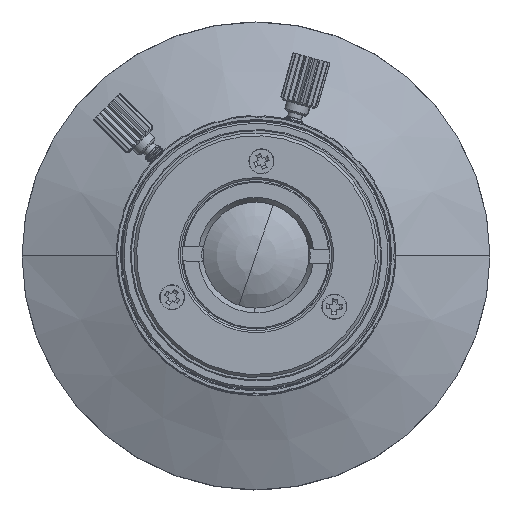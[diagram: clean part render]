
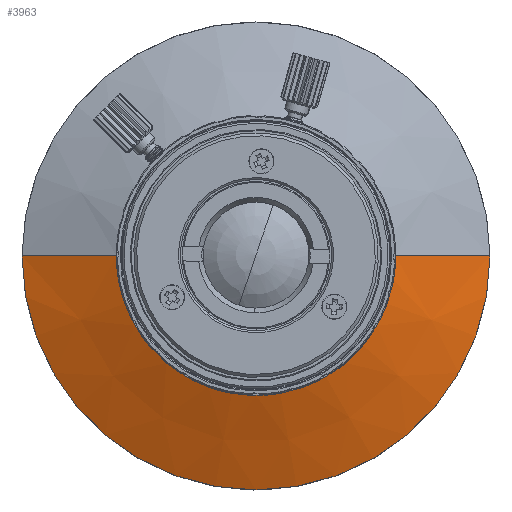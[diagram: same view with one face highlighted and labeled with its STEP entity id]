
A CAD part, top view. The second image highlights one B-rep face of the part: STEP entity #3963.
In plain terms, the highlighted conical face has half-angle 67.888 degrees and reference radius 19.4 mm.
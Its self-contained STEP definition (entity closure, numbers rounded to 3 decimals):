
#3005=DIRECTION('',(0.926,0.,-0.376));
#3006=VECTOR('',#3005,10.578);
#3007=CARTESIAN_POINT('',(14.5,0.,7.682));
#3008=LINE('',#3007,#3006);
#3009=DIRECTION('',(-0.926,0.,-0.376));
#3010=VECTOR('',#3009,10.578);
#3011=CARTESIAN_POINT('',(-14.5,0.,7.682));
#3012=LINE('',#3011,#3010);
#3013=CARTESIAN_POINT('',(0.,0.,7.682));
#3014=DIRECTION('',(0.,0.,-1.));
#3015=DIRECTION('',(1.,0.,0.));
#3016=AXIS2_PLACEMENT_3D('',#3013,#3014,#3015);
#3031=CARTESIAN_POINT('',(0.,0.,3.7));
#3032=DIRECTION('',(0.,0.,-1.));
#3033=DIRECTION('',(1.,0.,0.));
#3034=AXIS2_PLACEMENT_3D('',#3031,#3032,#3033);
#3438=CARTESIAN_POINT('',(14.5,0.,7.682));
#3439=CARTESIAN_POINT('',(24.3,0.,3.7));
#3440=VERTEX_POINT('',#3438);
#3441=VERTEX_POINT('',#3439);
#3480=CARTESIAN_POINT('',(-14.5,0.,7.682));
#3481=CARTESIAN_POINT('',(-24.3,0.,3.7));
#3482=VERTEX_POINT('',#3480);
#3483=VERTEX_POINT('',#3481);
#3951=CARTESIAN_POINT('',(0.,0.,5.691));
#3952=DIRECTION('',(0.,0.,-1.));
#3953=DIRECTION('',(1.,0.,0.));
#3954=AXIS2_PLACEMENT_3D('',#3951,#3952,#3953);
#3955=CONICAL_SURFACE('',#3954,19.4,67.888);
#3956=ORIENTED_EDGE('',*,*,#3941,.T.);
#3958=ORIENTED_EDGE('',*,*,#3957,.T.);
#3959=ORIENTED_EDGE('',*,*,#3944,.F.);
#3960=ORIENTED_EDGE('',*,*,#3927,.F.);
#3961=EDGE_LOOP('',(#3956,#3958,#3959,#3960));
#3962=FACE_OUTER_BOUND('',#3961,.F.);
#3963=ADVANCED_FACE('',(#3962),#3955,.T.);
#3017=CIRCLE('',#3016,14.5);
#3035=CIRCLE('',#3034,24.3);
#3927=EDGE_CURVE('',#3440,#3482,#3017,.T.);
#3941=EDGE_CURVE('',#3440,#3441,#3008,.T.);
#3944=EDGE_CURVE('',#3482,#3483,#3012,.T.);
#3957=EDGE_CURVE('',#3441,#3483,#3035,.T.);
